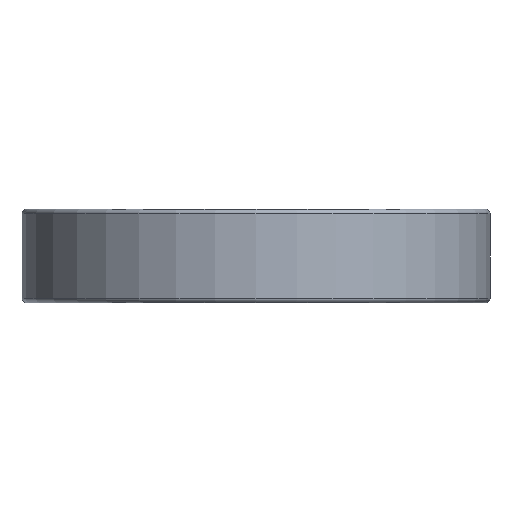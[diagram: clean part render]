
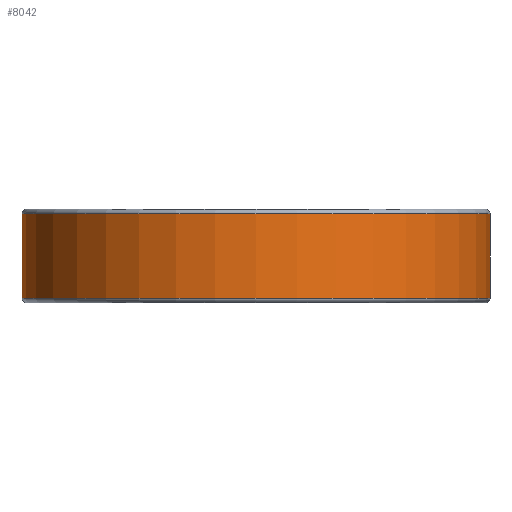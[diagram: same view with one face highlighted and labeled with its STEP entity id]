
A CAD part, front view. The second image highlights one B-rep face of the part: STEP entity #8042.
In plain terms, the highlighted cylindrical face has radius 250 mm (diameter 500 mm), a partial arc.
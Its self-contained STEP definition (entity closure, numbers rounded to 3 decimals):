
#958 = DIRECTION ( 'NONE',  ( 0., 0., 1. ) ) ;
#1259 = CARTESIAN_POINT ( 'NONE',  ( -250., 0., 45. ) ) ;
#1861 = CARTESIAN_POINT ( 'NONE',  ( 250., 0., 45. ) ) ;
#2267 = CARTESIAN_POINT ( 'NONE',  ( 250., 0., -45. ) ) ;
#2462 = LINE ( 'NONE', #9713, #17782 ) ;
#2465 = AXIS2_PLACEMENT_3D ( 'NONE', #22573, #958, #15794 ) ;
#2783 = LINE ( 'NONE', #22852, #10309 ) ;
#3176 = EDGE_CURVE ( 'NONE', #6764, #8946, #6094, .T. ) ;
#3813 = DIRECTION ( 'NONE',  ( -1., 0., 0. ) ) ;
#5002 = CARTESIAN_POINT ( 'NONE',  ( 0., 0., 45. ) ) ;
#5431 = EDGE_CURVE ( 'NONE', #6764, #16953, #2462, .T. ) ;
#6094 = CIRCLE ( 'NONE', #9886, 250. ) ;
#6764 = VERTEX_POINT ( 'NONE', #1861 ) ;
#6994 = FACE_OUTER_BOUND ( 'NONE', #7672, .T. ) ;
#7672 = EDGE_LOOP ( 'NONE', ( #14553, #17578, #9764, #22253 ) ) ;
#7919 = DIRECTION ( 'NONE',  ( 0., 0., -1. ) ) ;
#7957 = EDGE_CURVE ( 'NONE', #18495, #16953, #22967, .T. ) ;
#8042 = ADVANCED_FACE ( 'NONE', ( #6994 ), #19970, .T. ) ;
#8895 = DIRECTION ( 'NONE',  ( 1., 0., 0. ) ) ;
#8946 = VERTEX_POINT ( 'NONE', #1259 ) ;
#9713 = CARTESIAN_POINT ( 'NONE',  ( 250., 0., 0. ) ) ;
#9764 = ORIENTED_EDGE ( 'NONE', *, *, #21136, .T. ) ;
#9886 = AXIS2_PLACEMENT_3D ( 'NONE', #5002, #10906, #8895 ) ;
#10309 = VECTOR ( 'NONE', #17166, 1000. ) ;
#10906 = DIRECTION ( 'NONE',  ( 0., 0., -1. ) ) ;
#14553 = ORIENTED_EDGE ( 'NONE', *, *, #5431, .F. ) ;
#15794 = DIRECTION ( 'NONE',  ( -1., 0., 0. ) ) ;
#16953 = VERTEX_POINT ( 'NONE', #2267 ) ;
#17166 = DIRECTION ( 'NONE',  ( 0., 0., -1. ) ) ;
#17578 = ORIENTED_EDGE ( 'NONE', *, *, #3176, .T. ) ;
#17782 = VECTOR ( 'NONE', #7919, 1000. ) ;
#18495 = VERTEX_POINT ( 'NONE', #22505 ) ;
#19970 = CYLINDRICAL_SURFACE ( 'NONE', #20321, 250. ) ;
#20088 = CARTESIAN_POINT ( 'NONE',  ( 0., 0., 0. ) ) ;
#20321 = AXIS2_PLACEMENT_3D ( 'NONE', #20088, #21645, #3813 ) ;
#21136 = EDGE_CURVE ( 'NONE', #8946, #18495, #2783, .T. ) ;
#21645 = DIRECTION ( 'NONE',  ( 0., 0., -1. ) ) ;
#22253 = ORIENTED_EDGE ( 'NONE', *, *, #7957, .T. ) ;
#22505 = CARTESIAN_POINT ( 'NONE',  ( -250., 0., -45. ) ) ;
#22573 = CARTESIAN_POINT ( 'NONE',  ( 0., 0., -45. ) ) ;
#22852 = CARTESIAN_POINT ( 'NONE',  ( -250., 0., 0. ) ) ;
#22967 = CIRCLE ( 'NONE', #2465, 250. ) ;
